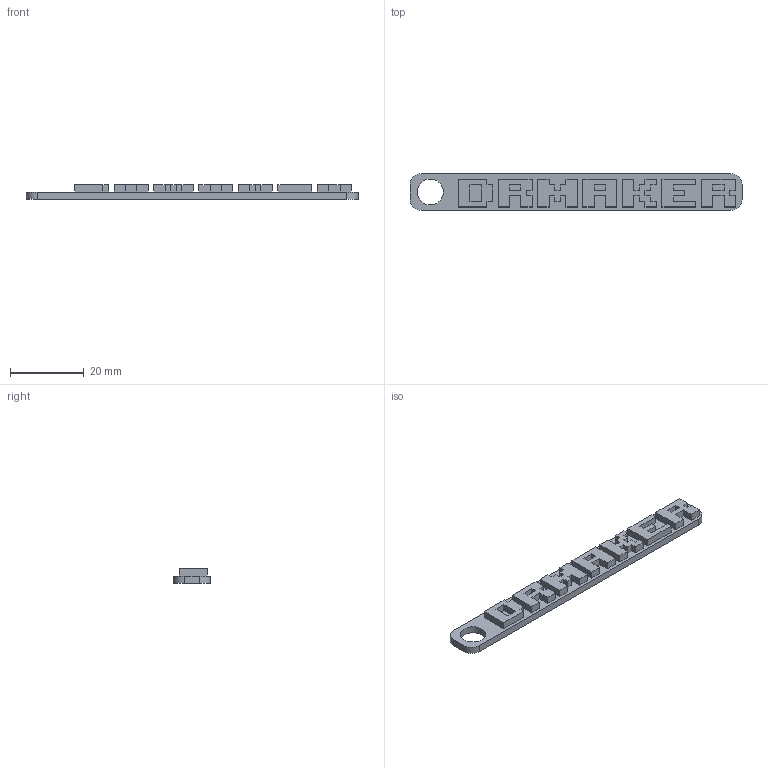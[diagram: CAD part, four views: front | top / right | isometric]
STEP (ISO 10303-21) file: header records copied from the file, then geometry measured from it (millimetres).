
FILE_DESCRIPTION(/* description */ (''),/* implementation_level */ '2;1');
FILE_NAME(/* name */ 'drmaker_big v1.step',/* time_stamp */ '2016-12-26T12:24:04+01:00',/* author */ (''),/* organization */ (''),/* preprocessor_version */ 'ST-DEVELOPER v16.5',/* originating_system */ 'Autodesk Translation Framework v5.2.0.2920',/* authorisation */ '');
FILE_SCHEMA (('AUTOMOTIVE_DESIGN { 1 0 10303 214 3 1 1 }'));
Length unit declared in the file: millimetre
Products named in the file (1): drmaker_big v1
Bounding box: 90 x 10 x 4 mm (x, y, z)
Volume: 2432.8 mm3; surface area: 2850.6 mm2
Topology: 1 solids, 1 shells, 134 faces, 363 edges, 242 vertices
Faces by surface type: plane 129, cylinder 5
Full cylindrical faces by diameter (mm): 7 x1
Entity records: 4158 total; most frequent: CARTESIAN_POINT 739, ORIENTED_EDGE 724, DIRECTION 642, EDGE_CURVE 362, LINE 352, VECTOR 352, VERTEX_POINT 242, EDGE_LOOP 148
